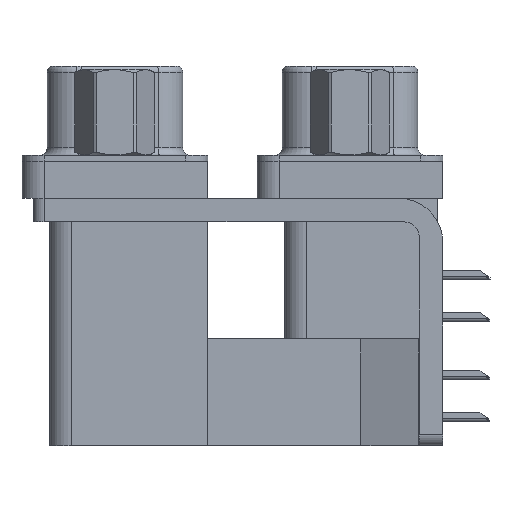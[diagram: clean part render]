
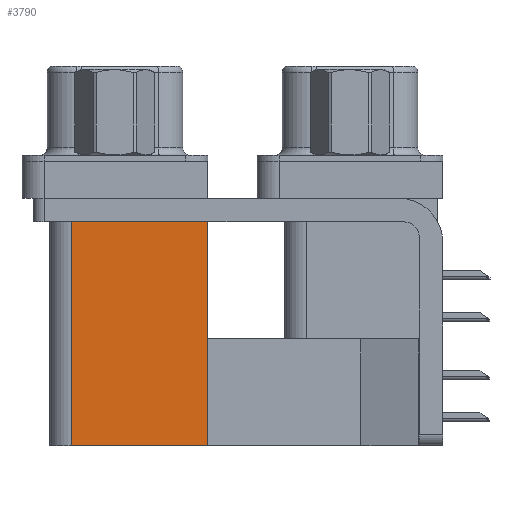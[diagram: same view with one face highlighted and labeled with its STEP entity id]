
A CAD part, left-side view. The second image highlights one B-rep face of the part: STEP entity #3790.
In plain terms, the highlighted planar face has unit normal (-1, 0, 0).
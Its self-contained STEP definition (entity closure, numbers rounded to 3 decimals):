
#171 = EDGE_CURVE ( 'NONE', #1836, #7147, #12665, .T. ) ;
#620 = DIRECTION ( 'NONE',  ( 0., 0., 1. ) ) ;
#1836 = VERTEX_POINT ( 'NONE', #14031 ) ;
#1958 = FACE_OUTER_BOUND ( 'NONE', #8282, .T. ) ;
#2322 = ORIENTED_EDGE ( 'NONE', *, *, #15242, .F. ) ;
#3412 = EDGE_CURVE ( 'NONE', #3424, #1836, #19351, .T. ) ;
#3424 = VERTEX_POINT ( 'NONE', #24144 ) ;
#3790 = ADVANCED_FACE ( 'NONE', ( #1958 ), #4265, .F. ) ;
#3964 = DIRECTION ( 'NONE',  ( 0., 0., -1. ) ) ;
#4265 = PLANE ( 'NONE',  #7138 ) ;
#7138 = AXIS2_PLACEMENT_3D ( 'NONE', #23115, #25582, #3964 ) ;
#7147 = VERTEX_POINT ( 'NONE', #26686 ) ;
#7920 = DIRECTION ( 'NONE',  ( 0., 0., 1. ) ) ;
#8282 = EDGE_LOOP ( 'NONE', ( #19873, #2322, #14191, #24876 ) ) ;
#10490 = VERTEX_POINT ( 'NONE', #15113 ) ;
#12665 = LINE ( 'NONE', #22098, #14434 ) ;
#13682 = VECTOR ( 'NONE', #620, 1000. ) ;
#14031 = CARTESIAN_POINT ( 'NONE',  ( 3.79, 9.6, -2.5 ) ) ;
#14191 = ORIENTED_EDGE ( 'NONE', *, *, #26478, .F. ) ;
#14434 = VECTOR ( 'NONE', #24847, 1000. ) ;
#15113 = CARTESIAN_POINT ( 'NONE',  ( 3.79, 18.8, -19.2 ) ) ;
#15242 = EDGE_CURVE ( 'NONE', #10490, #7147, #24244, .T. ) ;
#16481 = VECTOR ( 'NONE', #7920, 1000. ) ;
#18185 = DIRECTION ( 'NONE',  ( 0., 1., 0. ) ) ;
#19351 = LINE ( 'NONE', #29108, #16481 ) ;
#19873 = ORIENTED_EDGE ( 'NONE', *, *, #171, .T. ) ;
#22098 = CARTESIAN_POINT ( 'NONE',  ( 3.79, 9.6, -2.5 ) ) ;
#22685 = LINE ( 'NONE', #27933, #25362 ) ;
#23115 = CARTESIAN_POINT ( 'NONE',  ( 3.79, 9.6, -19.2 ) ) ;
#24144 = CARTESIAN_POINT ( 'NONE',  ( 3.79, 9.6, -19.2 ) ) ;
#24244 = LINE ( 'NONE', #28905, #13682 ) ;
#24847 = DIRECTION ( 'NONE',  ( 0., 1., 0. ) ) ;
#24876 = ORIENTED_EDGE ( 'NONE', *, *, #3412, .T. ) ;
#25362 = VECTOR ( 'NONE', #18185, 1000. ) ;
#25582 = DIRECTION ( 'NONE',  ( 1., 0., 0. ) ) ;
#26478 = EDGE_CURVE ( 'NONE', #3424, #10490, #22685, .T. ) ;
#26686 = CARTESIAN_POINT ( 'NONE',  ( 3.79, 18.8, -2.5 ) ) ;
#27933 = CARTESIAN_POINT ( 'NONE',  ( 3.79, 9.6, -19.2 ) ) ;
#28905 = CARTESIAN_POINT ( 'NONE',  ( 3.79, 18.8, -19.2 ) ) ;
#29108 = CARTESIAN_POINT ( 'NONE',  ( 3.79, 9.6, -19.2 ) ) ;
